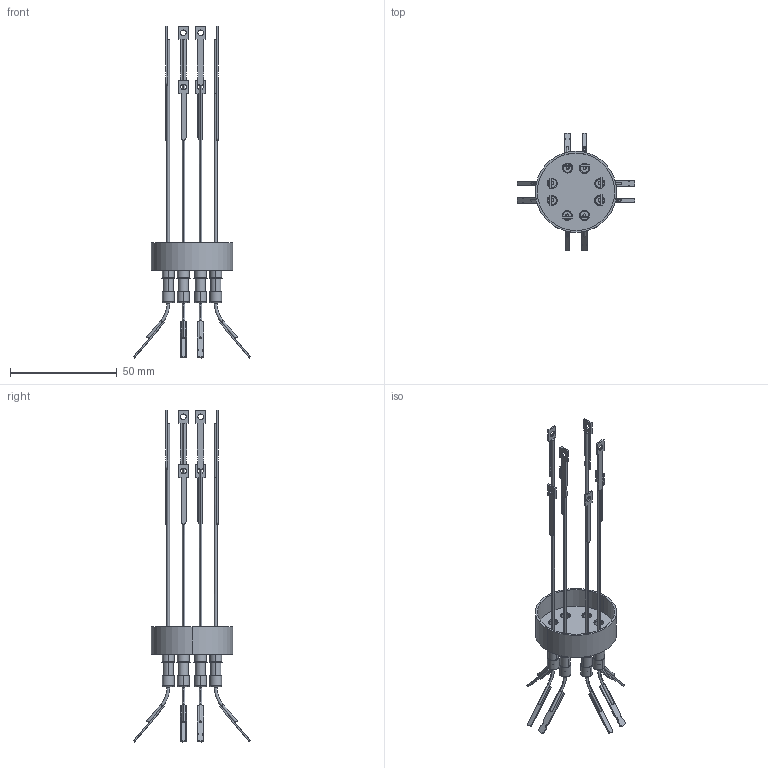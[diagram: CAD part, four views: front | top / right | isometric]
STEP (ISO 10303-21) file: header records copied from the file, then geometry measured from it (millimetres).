
FILE_DESCRIPTION (( 'STEP AP203' ), '1' );
FILE_NAME ('A0720-1-W.STEP', '2011-10-04T19:34:44', ( '' ), ( '' ), 'SwSTEP 2.0', 'SolidWorks 2011', '' );
FILE_SCHEMA (( 'CONFIG_CONTROL_DESIGN' ));
Length unit declared in the file: inch
Products named in the file (1): A0720-1-W
Bounding box: 54.93 x 54.93 x 155.48 mm (x, y, z)
Volume: 8674.9 mm3; surface area: 14652.6 mm2
Topology: 1 solids, 1 shells, 556 faces, 1345 edges, 852 vertices
Faces by surface type: cylinder 233, plane 211, cone 80, torus 32
Entity records: 16530 total; most frequent: DIRECTION 3036, CARTESIAN_POINT 2916, ORIENTED_EDGE 2690, EDGE_CURVE 1345, AXIS2_PLACEMENT_3D 1167, VERTEX_POINT 852, VECTOR 702, LINE 702
